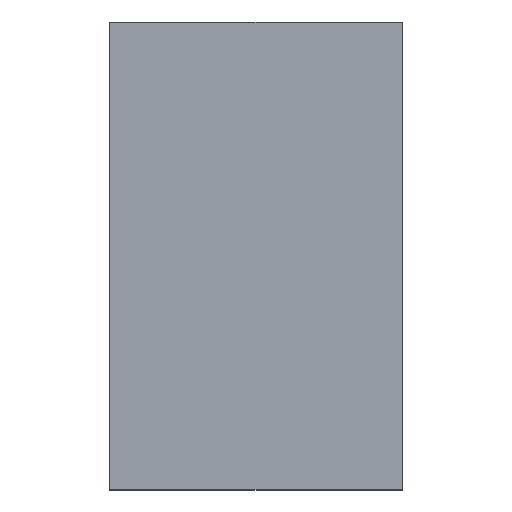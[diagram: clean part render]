
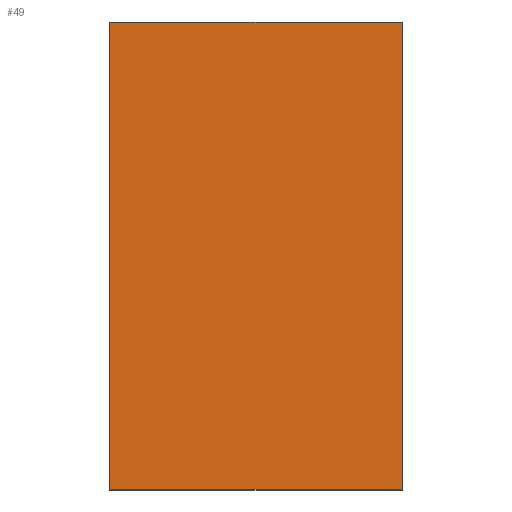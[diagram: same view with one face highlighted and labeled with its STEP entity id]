
A CAD part, top view. The second image highlights one B-rep face of the part: STEP entity #49.
In plain terms, the highlighted planar face has unit normal (0, 0, 1).
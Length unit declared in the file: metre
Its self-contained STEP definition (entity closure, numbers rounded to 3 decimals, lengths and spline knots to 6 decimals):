
#49=ADVANCED_FACE('0:48',(#94),#95,.T.);
#94=FACE_OUTER_BOUND('',#132,.T.);
#95=PLANE('',#133);
#132=EDGE_LOOP('',(#207,#208,#209,#210));
#133=AXIS2_PLACEMENT_3D('',#211,#212,#213);
#207=ORIENTED_EDGE('',*,*,#249,.F.);
#208=ORIENTED_EDGE('',*,*,#242,.F.);
#209=ORIENTED_EDGE('',*,*,#238,.F.);
#210=ORIENTED_EDGE('',*,*,#253,.F.);
#211=CARTESIAN_POINT('',(0.0,0.0,0.0003));
#212=DIRECTION('',(0.0,0.0,1.0));
#213=DIRECTION('',(1.0,0.0,0.0));
#238=EDGE_CURVE('0:72',#277,#279,#280,.T.);
#242=EDGE_CURVE('0:81',#279,#285,#286,.T.);
#249=EDGE_CURVE('0:99',#285,#296,#297,.T.);
#253=EDGE_CURVE('0:108',#296,#277,#302,.T.);
#277=VERTEX_POINT('',#332);
#279=VERTEX_POINT('',#335);
#280=LINE('',#336,#337);
#285=VERTEX_POINT('',#344);
#286=LINE('',#345,#346);
#296=VERTEX_POINT('',#361);
#297=LINE('',#362,#363);
#302=LINE('',#370,#371);
#332=CARTESIAN_POINT('',(-0.000625,0.001,0.0003));
#335=CARTESIAN_POINT('',(0.000625,0.001,0.0003));
#336=CARTESIAN_POINT('',(0.0,0.001,0.0003));
#337=VECTOR('',#397,1.0);
#344=CARTESIAN_POINT('',(0.000625,-0.001,0.0003));
#345=CARTESIAN_POINT('',(0.000625,0.0,0.0003));
#346=VECTOR('',#400,1.0);
#361=CARTESIAN_POINT('',(-0.000625,-0.001,0.0003));
#362=CARTESIAN_POINT('',(0.0,-0.001,0.0003));
#363=VECTOR('',#406,1.0);
#370=CARTESIAN_POINT('',(-0.000625,0.0,0.0003));
#371=VECTOR('',#409,1.0);
#397=DIRECTION('',(1.0,0.0,0.0));
#400=DIRECTION('',(0.0,-1.0,0.0));
#406=DIRECTION('',(-1.0,0.0,0.0));
#409=DIRECTION('',(0.0,1.0,0.0));
